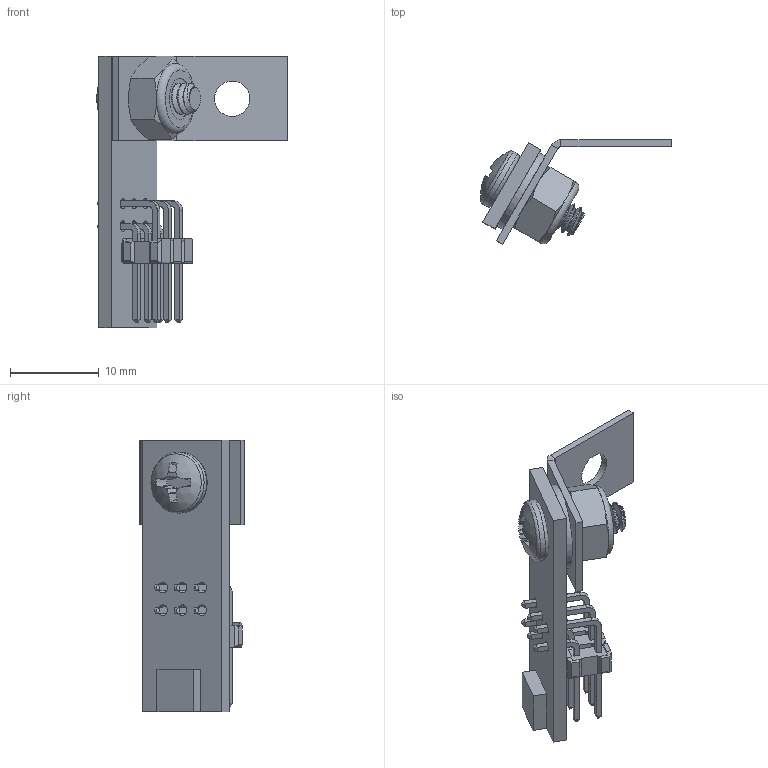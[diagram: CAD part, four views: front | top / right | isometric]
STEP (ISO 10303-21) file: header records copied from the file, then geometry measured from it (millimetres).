
FILE_DESCRIPTION(/* description */ (''),/* implementation_level */ '2;1');
FILE_NAME(/* name */ 'Fast Light Board With Angled Mount.step',/* time_stamp */ '2020-05-06T15:18:21-04:00',/* author */ (''),/* organization */ (''),/* preprocessor_version */ 'ST-DEVELOPER v18.1',/* originating_system */ 'Autodesk Translation Framework v9.2.0.1227',/* authorisation */ '');
FILE_SCHEMA (('AUTOMOTIVE_DESIGN { 1 0 10303 214 3 1 1 }'));
Length unit declared in the file: inch
Products named in the file (13): arr-01-001-b; #21018; Angled Light Board Mount; Angled Light Board Mount_1; arr-01-001; Pin Header 2x3 TH Angle Pitch 2.54mm; Pin Header 2x3 TH Angle Pitch 2; fast-rgb-led-insert; Fast Light Board; #21026; 90631A007; #21028; 91772A146
Assembly tree (12 placements, depth 4):
  arr-01-001-b
    #21018
    Angled Light Board Mount
      Angled Light Board Mount_1
    arr-01-001
      Pin Header 2x3 TH Angle Pitch 2.54mm
        Pin Header 2x3 TH Angle Pitch 2
      fast-rgb-led-insert
        Fast Light Board
    #21026
      90631A007
    #21028
      91772A146
Bounding box: 21.54 x 11.79 x 30.56 mm (x, y, z)
Volume: 1039.5 mm3; surface area: 2649.1 mm2
Topology: 6 solids, 246 shells, 421 faces, 1658 edges, 1493 vertices
Faces by surface type: plane 292, cylinder 88, cone 32, torus 5, bspline 3, sphere 1
Full cylindrical faces by diameter (mm): 1.191 x6, 2.474 x11, 2.821 x1, 2.937 x3, 3.505 x14, 3.969 x4, 4.651 x1, 6.858 x1, 9.525 x1
Entity records: 21003 total; most frequent: CARTESIAN_POINT 6812, DIRECTION 2627, ORIENTED_EDGE 2098, EDGE_CURVE 1658, VERTEX_POINT 1493, LINE 1245, VECTOR 1245, AXIS2_PLACEMENT_3D 691
